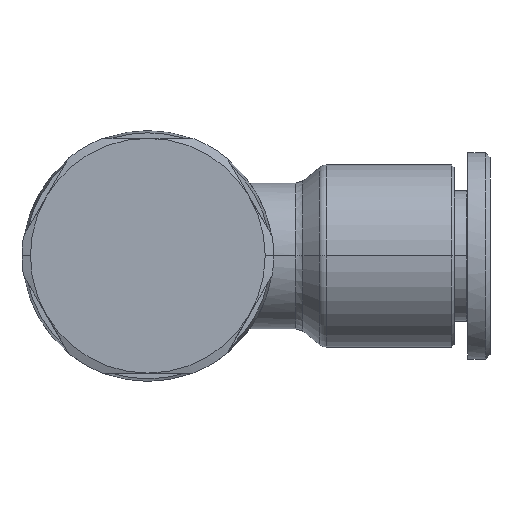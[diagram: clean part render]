
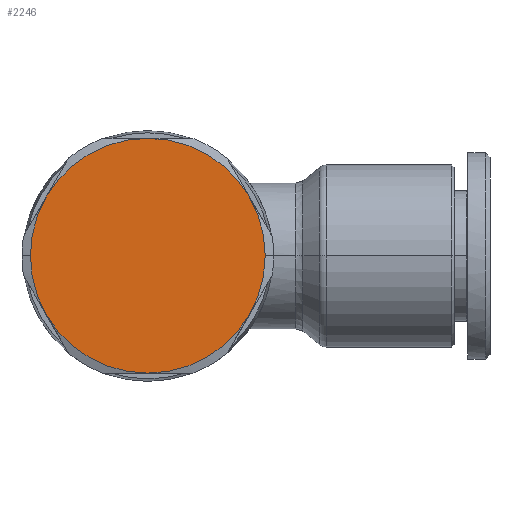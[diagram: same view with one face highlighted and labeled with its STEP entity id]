
A CAD part, top view. The second image highlights one B-rep face of the part: STEP entity #2246.
In plain terms, the highlighted planar face has unit normal (0, 0, 1).
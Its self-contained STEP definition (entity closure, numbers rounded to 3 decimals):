
#1175=CARTESIAN_POINT('',(17.1,0.,14.5));
#1176=VERTEX_POINT('',#1175);
#1183=CARTESIAN_POINT('',(15.693,-5.25,14.5));
#1184=VERTEX_POINT('',#1183);
#1185=CARTESIAN_POINT('',(6.6,0.,14.5));
#1186=DIRECTION('',(0.0,0.0,1.0));
#1187=DIRECTION('',(-1.0,0.0,0.0));
#1188=AXIS2_PLACEMENT_3D('',#1185,#1186,#1187);
#1189=CIRCLE('',#1188,10.5);
#1190=EDGE_CURVE('',#1184,#1176,#1189,.T.);
#1214=CARTESIAN_POINT('',(-3.9,0.,14.5));
#1215=VERTEX_POINT('',#1214);
#1223=CARTESIAN_POINT('',(-2.493,-5.25,14.5));
#1224=VERTEX_POINT('',#1223);
#1238=CARTESIAN_POINT('',(6.6,0.,14.5));
#1239=DIRECTION('',(0.0,0.0,1.0));
#1240=DIRECTION('',(-1.0,0.0,0.0));
#1241=AXIS2_PLACEMENT_3D('',#1238,#1239,#1240);
#1242=CIRCLE('',#1241,10.5);
#1243=EDGE_CURVE('',#1215,#1224,#1242,.T.);
#1578=CARTESIAN_POINT('',(-2.493,5.25,14.5));
#1579=VERTEX_POINT('',#1578);
#1580=CARTESIAN_POINT('',(6.6,0.,14.5));
#1581=DIRECTION('',(0.0,0.0,1.0));
#1582=DIRECTION('',(-1.0,0.0,0.0));
#1583=AXIS2_PLACEMENT_3D('',#1580,#1581,#1582);
#1584=CIRCLE('',#1583,10.5);
#1585=EDGE_CURVE('',#1579,#1215,#1584,.T.);
#1619=CARTESIAN_POINT('',(6.6,10.5,14.5));
#1620=VERTEX_POINT('',#1619);
#1656=CARTESIAN_POINT('',(6.6,0.,14.5));
#1657=DIRECTION('',(0.0,0.0,1.0));
#1658=DIRECTION('',(-1.0,0.0,0.0));
#1659=AXIS2_PLACEMENT_3D('',#1656,#1657,#1658);
#1660=CIRCLE('',#1659,10.5);
#1661=EDGE_CURVE('',#1620,#1579,#1660,.T.);
#1686=CARTESIAN_POINT('',(15.693,5.25,14.5));
#1687=VERTEX_POINT('',#1686);
#1688=CARTESIAN_POINT('',(6.6,0.,14.5));
#1689=DIRECTION('',(0.0,0.0,1.0));
#1690=DIRECTION('',(-1.0,0.0,0.0));
#1691=AXIS2_PLACEMENT_3D('',#1688,#1689,#1690);
#1692=CIRCLE('',#1691,10.5);
#1693=EDGE_CURVE('',#1687,#1620,#1692,.T.);
#1748=CARTESIAN_POINT('',(6.6,0.,14.5));
#1749=DIRECTION('',(0.0,0.0,1.0));
#1750=DIRECTION('',(-1.0,0.0,0.0));
#1751=AXIS2_PLACEMENT_3D('',#1748,#1749,#1750);
#1752=CIRCLE('',#1751,10.5);
#1753=EDGE_CURVE('',#1176,#1687,#1752,.T.);
#1778=CARTESIAN_POINT('',(6.6,-10.5,14.5));
#1779=VERTEX_POINT('',#1778);
#1780=CARTESIAN_POINT('',(6.6,0.,14.5));
#1781=DIRECTION('',(0.0,0.0,1.0));
#1782=DIRECTION('',(-1.0,0.0,0.0));
#1783=AXIS2_PLACEMENT_3D('',#1780,#1781,#1782);
#1784=CIRCLE('',#1783,10.5);
#1785=EDGE_CURVE('',#1779,#1184,#1784,.T.);
#1832=CARTESIAN_POINT('',(6.6,0.,14.5));
#1833=DIRECTION('',(0.0,0.0,1.0));
#1834=DIRECTION('',(-1.0,0.0,0.0));
#1835=AXIS2_PLACEMENT_3D('',#1832,#1833,#1834);
#1836=CIRCLE('',#1835,10.5);
#1837=EDGE_CURVE('',#1224,#1779,#1836,.T.);
#2231=CARTESIAN_POINT('',(6.6,0.,14.5));
#2232=DIRECTION('',(0.0,0.0,1.0));
#2233=DIRECTION('',(-1.0,0.0,0.0));
#2234=AXIS2_PLACEMENT_3D('',#2231,#2232,#2233);
#2235=PLANE('',#2234);
#2236=ORIENTED_EDGE('',*,*,#1837,.T.);
#2237=ORIENTED_EDGE('',*,*,#1785,.T.);
#2238=ORIENTED_EDGE('',*,*,#1190,.T.);
#2239=ORIENTED_EDGE('',*,*,#1753,.T.);
#2240=ORIENTED_EDGE('',*,*,#1693,.T.);
#2241=ORIENTED_EDGE('',*,*,#1661,.T.);
#2242=ORIENTED_EDGE('',*,*,#1585,.T.);
#2243=ORIENTED_EDGE('',*,*,#1243,.T.);
#2244=EDGE_LOOP('',(#2236,#2237,#2238,#2239,#2240,#2241,#2242,#2243));
#2245=FACE_OUTER_BOUND('',#2244,.T.);
#2246=ADVANCED_FACE('',(#2245),#2235,.T.);
